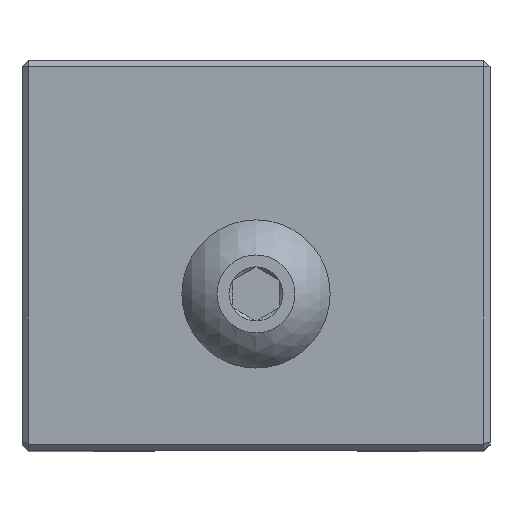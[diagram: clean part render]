
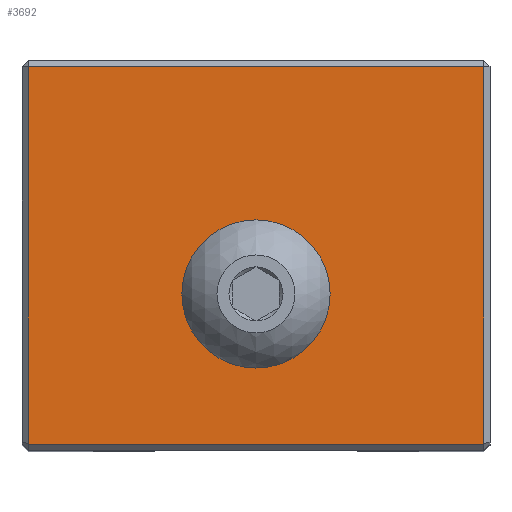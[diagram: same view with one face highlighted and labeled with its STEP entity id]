
A CAD part, top view. The second image highlights one B-rep face of the part: STEP entity #3692.
In plain terms, the highlighted planar face has unit normal (0, 0, 1).
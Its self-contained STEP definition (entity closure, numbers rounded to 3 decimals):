
#202=PLANE('',#4256);
#410=FACE_OUTER_BOUND('',#1263,.T.);
#541=LINE('',#6420,#768);
#574=LINE('',#6483,#801);
#576=LINE('',#6486,#803);
#583=LINE('',#6498,#810);
#768=VECTOR('',#5239,10.);
#801=VECTOR('',#5296,10.);
#803=VECTOR('',#5300,10.);
#810=VECTOR('',#5313,10.);
#1042=FACE_BOUND('',#1264,.T.);
#1263=EDGE_LOOP('',(#3296,#3297,#3298,#3299));
#1264=EDGE_LOOP('',(#3300));
#1569=CIRCLE('',#4257,3.4);
#1857=VERTEX_POINT('',#6415);
#1858=VERTEX_POINT('',#6419);
#1863=VERTEX_POINT('',#6438);
#1875=VERTEX_POINT('',#6470);
#1891=VERTEX_POINT('',#6531);
#2311=EDGE_CURVE('',#1858,#1857,#541,.T.);
#2344=EDGE_CURVE('',#1863,#1875,#574,.T.);
#2346=EDGE_CURVE('',#1857,#1863,#576,.T.);
#2353=EDGE_CURVE('',#1858,#1875,#583,.T.);
#2368=EDGE_CURVE('',#1891,#1891,#1569,.T.);
#3296=ORIENTED_EDGE('',*,*,#2311,.F.);
#3297=ORIENTED_EDGE('',*,*,#2353,.T.);
#3298=ORIENTED_EDGE('',*,*,#2344,.F.);
#3299=ORIENTED_EDGE('',*,*,#2346,.F.);
#3300=ORIENTED_EDGE('',*,*,#2368,.F.);
#3692=ADVANCED_FACE('',(#410,#1042),#202,.T.);
#4256=AXIS2_PLACEMENT_3D('',#6530,#5339,#5340);
#4257=AXIS2_PLACEMENT_3D('',#6532,#5341,#5342);
#5239=DIRECTION('',(0.,1.,0.));
#5296=DIRECTION('',(0.,-1.,0.));
#5300=DIRECTION('',(1.,0.,0.));
#5313=DIRECTION('',(1.,0.,0.));
#5339=DIRECTION('center_axis',(0.,0.,1.));
#5340=DIRECTION('ref_axis',(0.,1.,0.));
#5341=DIRECTION('center_axis',(0.,0.,1.));
#5342=DIRECTION('ref_axis',(-1.,0.,0.));
#6415=CARTESIAN_POINT('',(-14.6,14.6,43.));
#6419=CARTESIAN_POINT('',(-14.6,-9.6,43.));
#6420=CARTESIAN_POINT('',(-14.6,2.25,43.));
#6438=CARTESIAN_POINT('',(14.6,14.6,43.));
#6470=CARTESIAN_POINT('',(14.6,-9.6,43.));
#6483=CARTESIAN_POINT('',(14.6,2.25,43.));
#6486=CARTESIAN_POINT('',(0.,14.6,43.));
#6498=CARTESIAN_POINT('',(13.,-9.6,43.));
#6530=CARTESIAN_POINT('Origin',(0.,1.5,43.));
#6531=CARTESIAN_POINT('',(3.4,0.,43.));
#6532=CARTESIAN_POINT('Origin',(0.,0.,43.));
